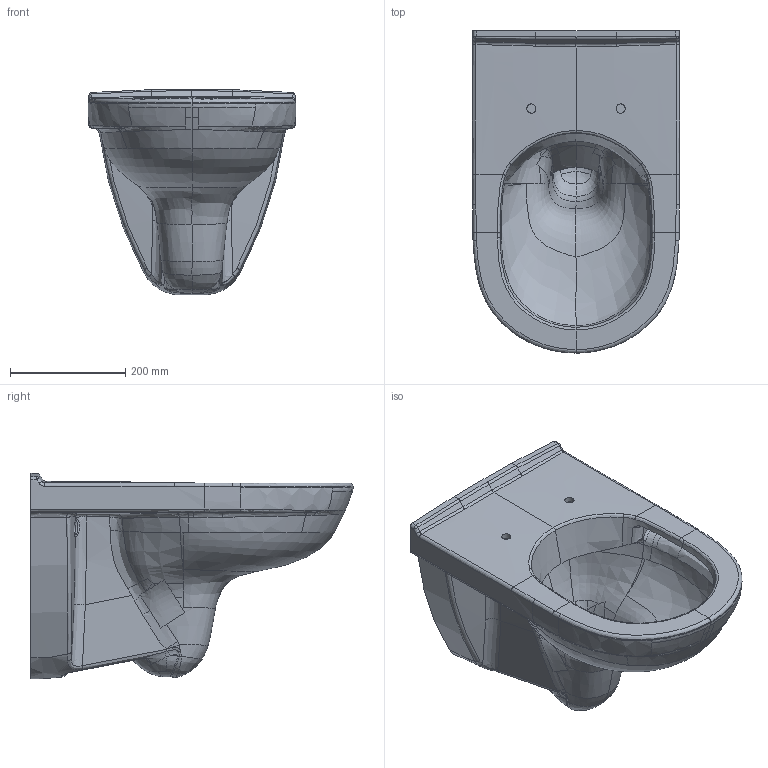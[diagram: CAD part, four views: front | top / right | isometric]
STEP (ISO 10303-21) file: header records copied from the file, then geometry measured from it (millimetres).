
FILE_DESCRIPTION(/* description */ (''),/* implementation_level */ '2;1');
FILE_NAME(/* name */ '5660R0_O-novo_WWC-DF_2013.stp',/* time_stamp */ '2018-08-02T12:10:11+02:00',/* author */ (''),/* organization */ (''),/* preprocessor_version */ 'ST-DEVELOPER v16',/* originating_system */ 'SIEMENS PLM Software NX 10.0',/* authorisation */ '');
FILE_SCHEMA (('AUTOMOTIVE_DESIGN { 1 0 10303 214 3 1 1 1 }'));
Products named in the file (1): Muel1EFCE28Ftftt
Bounding box: 359.86 x 560.01 x 357.36 mm (x, y, z)
Volume: 16088578.2 mm3; surface area: 933482.5 mm2
Topology: 1 solids, 1 shells, 444 faces, 1181 edges, 735 vertices
Faces by surface type: bspline 414, extrusion 14, cylinder 7, plane 5, sphere 4
Full cylindrical faces by diameter (mm): 16 x2
Entity records: 67712 total; most frequent: CARTESIAN_POINT 60468, ORIENTED_EDGE 2330, EDGE_CURVE 1165, B_SPLINE_CURVE_WITH_KNOTS 1124, VERTEX_POINT 731, EDGE_LOOP 452, ADVANCED_FACE 444, FACE_OUTER_BOUND 436
